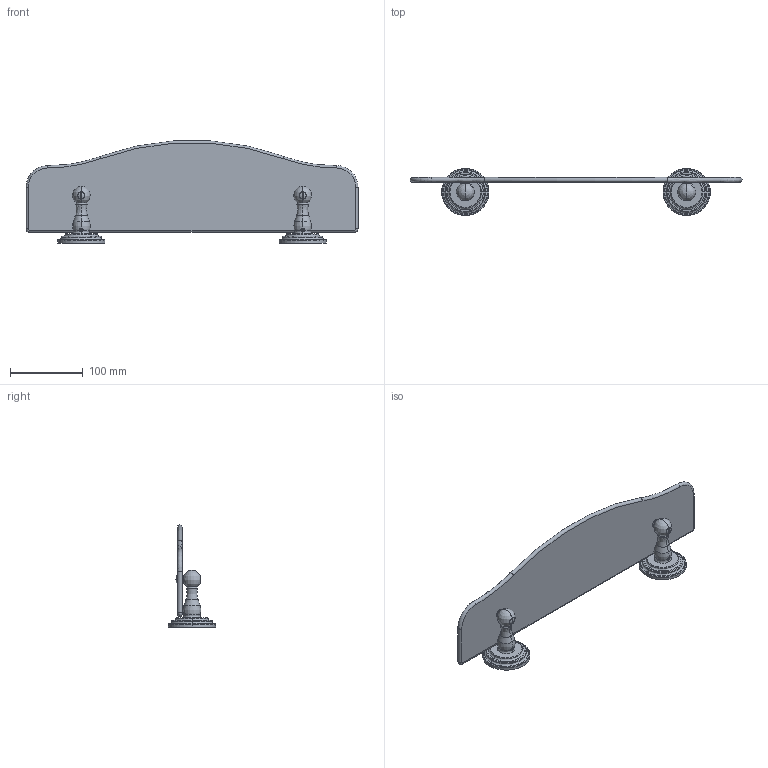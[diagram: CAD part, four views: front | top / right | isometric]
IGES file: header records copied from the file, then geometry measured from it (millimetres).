
Start section:  PTC IGES file: 1134t-18.igs
Global section: file name: 1134t-18.igs; native system: Creo Parametric by Parametric Technology Corporation; preprocessor: 2012230; author: pnmurthy; organization: Unknown; date: 20131108.111000; units: inch
Bounding box: 457.2 x 65.02 x 140.73 mm (x, y, z)
Surface area: 136283.2 mm2 (no closed solid volume)
Topology: 0 solids, 0 shells, 200 faces, 1028 edges, 1016 vertices
Faces by surface type: revolution 132, bspline 68
